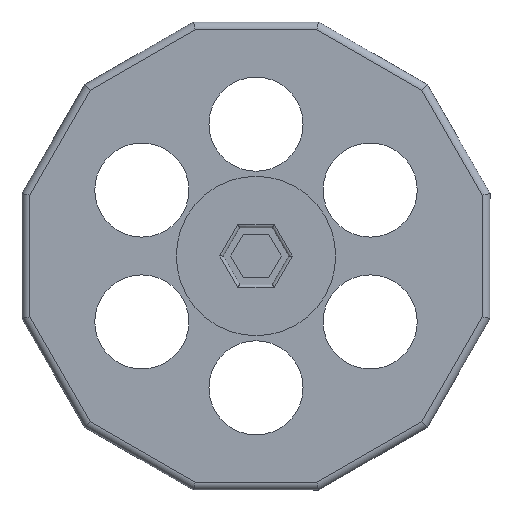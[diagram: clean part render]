
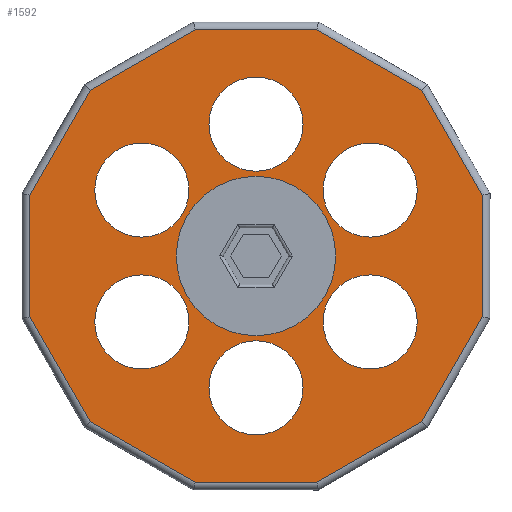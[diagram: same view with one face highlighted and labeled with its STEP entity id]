
A CAD part, front view. The second image highlights one B-rep face of the part: STEP entity #1592.
In plain terms, the highlighted planar face has unit normal (0, -1, 0).
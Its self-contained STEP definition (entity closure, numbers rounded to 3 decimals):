
#17=FACE_BOUND('',#242,.T.);
#18=FACE_BOUND('',#243,.T.);
#19=FACE_BOUND('',#244,.T.);
#20=FACE_BOUND('',#245,.T.);
#21=FACE_BOUND('',#246,.T.);
#22=FACE_BOUND('',#247,.T.);
#23=FACE_BOUND('',#248,.T.);
#33=CIRCLE('',#1688,7.5);
#35=CIRCLE('',#1691,7.5);
#37=CIRCLE('',#1694,7.5);
#39=CIRCLE('',#1697,7.5);
#41=CIRCLE('',#1700,7.5);
#43=CIRCLE('',#1703,7.5);
#45=CIRCLE('',#1708,12.7);
#67=PLANE('',#1739);
#147=FACE_OUTER_BOUND('',#241,.T.);
#241=EDGE_LOOP('',(#1256,#1257,#1258,#1259,#1260,#1261,#1262,#1263,#1264,
#1265,#1266,#1267));
#242=EDGE_LOOP('',(#1268));
#243=EDGE_LOOP('',(#1269));
#244=EDGE_LOOP('',(#1270));
#245=EDGE_LOOP('',(#1271));
#246=EDGE_LOOP('',(#1272));
#247=EDGE_LOOP('',(#1273));
#248=EDGE_LOOP('',(#1274));
#381=LINE('',#2397,#562);
#383=LINE('',#2405,#564);
#385=LINE('',#2411,#566);
#387=LINE('',#2418,#568);
#390=LINE('',#2428,#571);
#392=LINE('',#2434,#573);
#393=LINE('',#2437,#574);
#396=LINE('',#2443,#577);
#398=LINE('',#2449,#579);
#400=LINE('',#2455,#581);
#402=LINE('',#2461,#583);
#404=LINE('',#2465,#585);
#562=VECTOR('',#1946,10.);
#564=VECTOR('',#1954,10.);
#566=VECTOR('',#1960,10.);
#568=VECTOR('',#1966,10.);
#571=VECTOR('',#1975,10.);
#573=VECTOR('',#1981,10.);
#574=VECTOR('',#1986,10.);
#577=VECTOR('',#1991,10.);
#579=VECTOR('',#1997,10.);
#581=VECTOR('',#2003,10.);
#583=VECTOR('',#2009,10.);
#585=VECTOR('',#2015,10.);
#725=VERTEX_POINT('',#2353);
#727=VERTEX_POINT('',#2359);
#729=VERTEX_POINT('',#2365);
#731=VERTEX_POINT('',#2371);
#733=VERTEX_POINT('',#2377);
#735=VERTEX_POINT('',#2383);
#737=VERTEX_POINT('',#2391);
#738=VERTEX_POINT('',#2395);
#739=VERTEX_POINT('',#2396);
#742=VERTEX_POINT('',#2404);
#744=VERTEX_POINT('',#2410);
#746=VERTEX_POINT('',#2416);
#747=VERTEX_POINT('',#2417);
#751=VERTEX_POINT('',#2427);
#753=VERTEX_POINT('',#2433);
#755=VERTEX_POINT('',#2442);
#757=VERTEX_POINT('',#2448);
#759=VERTEX_POINT('',#2454);
#761=VERTEX_POINT('',#2460);
#883=EDGE_CURVE('',#725,#725,#33,.T.);
#886=EDGE_CURVE('',#727,#727,#35,.T.);
#889=EDGE_CURVE('',#729,#729,#37,.T.);
#892=EDGE_CURVE('',#731,#731,#39,.T.);
#895=EDGE_CURVE('',#733,#733,#41,.T.);
#898=EDGE_CURVE('',#735,#735,#43,.T.);
#902=EDGE_CURVE('',#737,#737,#45,.T.);
#903=EDGE_CURVE('',#738,#739,#381,.T.);
#907=EDGE_CURVE('',#739,#742,#383,.T.);
#910=EDGE_CURVE('',#742,#744,#385,.T.);
#913=EDGE_CURVE('',#746,#747,#387,.T.);
#918=EDGE_CURVE('',#747,#751,#390,.T.);
#921=EDGE_CURVE('',#751,#753,#392,.T.);
#923=EDGE_CURVE('',#744,#746,#393,.T.);
#926=EDGE_CURVE('',#753,#755,#396,.T.);
#929=EDGE_CURVE('',#755,#757,#398,.T.);
#932=EDGE_CURVE('',#757,#759,#400,.T.);
#935=EDGE_CURVE('',#759,#761,#402,.T.);
#938=EDGE_CURVE('',#761,#738,#404,.T.);
#1256=ORIENTED_EDGE('',*,*,#913,.F.);
#1257=ORIENTED_EDGE('',*,*,#923,.F.);
#1258=ORIENTED_EDGE('',*,*,#910,.F.);
#1259=ORIENTED_EDGE('',*,*,#907,.F.);
#1260=ORIENTED_EDGE('',*,*,#903,.F.);
#1261=ORIENTED_EDGE('',*,*,#938,.F.);
#1262=ORIENTED_EDGE('',*,*,#935,.F.);
#1263=ORIENTED_EDGE('',*,*,#932,.F.);
#1264=ORIENTED_EDGE('',*,*,#929,.F.);
#1265=ORIENTED_EDGE('',*,*,#926,.F.);
#1266=ORIENTED_EDGE('',*,*,#921,.F.);
#1267=ORIENTED_EDGE('',*,*,#918,.F.);
#1268=ORIENTED_EDGE('',*,*,#883,.T.);
#1269=ORIENTED_EDGE('',*,*,#886,.T.);
#1270=ORIENTED_EDGE('',*,*,#889,.T.);
#1271=ORIENTED_EDGE('',*,*,#892,.T.);
#1272=ORIENTED_EDGE('',*,*,#895,.T.);
#1273=ORIENTED_EDGE('',*,*,#898,.T.);
#1274=ORIENTED_EDGE('',*,*,#902,.T.);
#1592=ADVANCED_FACE('',(#147,#17,#18,#19,#20,#21,#22,#23),#67,.F.);
#1688=AXIS2_PLACEMENT_3D('',#2354,#1895,#1896);
#1691=AXIS2_PLACEMENT_3D('',#2360,#1902,#1903);
#1694=AXIS2_PLACEMENT_3D('',#2366,#1909,#1910);
#1697=AXIS2_PLACEMENT_3D('',#2372,#1916,#1917);
#1700=AXIS2_PLACEMENT_3D('',#2378,#1923,#1924);
#1703=AXIS2_PLACEMENT_3D('',#2384,#1930,#1931);
#1708=AXIS2_PLACEMENT_3D('',#2393,#1942,#1943);
#1739=AXIS2_PLACEMENT_3D('',#2492,#2041,#2042);
#1895=DIRECTION('center_axis',(0.,1.,0.));
#1896=DIRECTION('ref_axis',(1.,0.,0.));
#1902=DIRECTION('center_axis',(0.,1.,0.));
#1903=DIRECTION('ref_axis',(1.,0.,0.));
#1909=DIRECTION('center_axis',(0.,1.,0.));
#1910=DIRECTION('ref_axis',(1.,0.,0.));
#1916=DIRECTION('center_axis',(0.,1.,0.));
#1917=DIRECTION('ref_axis',(1.,0.,0.));
#1923=DIRECTION('center_axis',(0.,1.,0.));
#1924=DIRECTION('ref_axis',(1.,0.,0.));
#1930=DIRECTION('center_axis',(0.,1.,0.));
#1931=DIRECTION('ref_axis',(1.,0.,0.));
#1942=DIRECTION('center_axis',(0.,1.,0.));
#1943=DIRECTION('ref_axis',(1.,0.,0.));
#1946=DIRECTION('',(-0.5,0.,-0.866));
#1954=DIRECTION('',(-0.866,0.,-0.5));
#1960=DIRECTION('',(-1.,0.,0.));
#1966=DIRECTION('',(-0.5,0.,0.866));
#1975=DIRECTION('',(0.,0.,1.));
#1981=DIRECTION('',(0.5,0.,0.866));
#1986=DIRECTION('',(-0.866,0.,0.5));
#1991=DIRECTION('',(0.866,0.,0.5));
#1997=DIRECTION('',(1.,0.,0.));
#2003=DIRECTION('',(0.866,0.,-0.5));
#2009=DIRECTION('',(0.5,0.,-0.866));
#2015=DIRECTION('',(0.,0.,-1.));
#2041=DIRECTION('center_axis',(0.,1.,0.));
#2042=DIRECTION('ref_axis',(0.,0.,1.));
#2353=CARTESIAN_POINT('',(-25.687,0.,-10.5));
#2354=CARTESIAN_POINT('Origin',(-18.187,0.,-10.5));
#2359=CARTESIAN_POINT('',(-7.5,0.,21.));
#2360=CARTESIAN_POINT('Origin',(0.,0.,21.));
#2365=CARTESIAN_POINT('',(10.687,0.,-10.5));
#2366=CARTESIAN_POINT('Origin',(18.187,0.,-10.5));
#2371=CARTESIAN_POINT('',(-7.5,0.,-21.));
#2372=CARTESIAN_POINT('Origin',(0.,0.,-21.));
#2377=CARTESIAN_POINT('',(-25.687,0.,10.5));
#2378=CARTESIAN_POINT('Origin',(-18.187,0.,10.5));
#2383=CARTESIAN_POINT('',(10.687,0.,10.5));
#2384=CARTESIAN_POINT('Origin',(18.187,0.,10.5));
#2391=CARTESIAN_POINT('',(-12.7,0.,0.));
#2393=CARTESIAN_POINT('Origin',(0.,0.,0.));
#2395=CARTESIAN_POINT('',(36.075,0.,-9.666));
#2396=CARTESIAN_POINT('',(26.409,0.,-26.409));
#2397=CARTESIAN_POINT('',(33.739,0.,-13.713));
#2404=CARTESIAN_POINT('',(9.666,0.,-36.075));
#2405=CARTESIAN_POINT('',(22.362,0.,-28.745));
#2410=CARTESIAN_POINT('',(-9.666,0.,-36.075));
#2411=CARTESIAN_POINT('',(4.994,0.,-36.075));
#2416=CARTESIAN_POINT('',(-26.409,0.,-26.409));
#2417=CARTESIAN_POINT('',(-36.075,0.,-9.666));
#2418=CARTESIAN_POINT('',(-28.745,0.,-22.362));
#2427=CARTESIAN_POINT('',(-36.075,0.,9.666));
#2428=CARTESIAN_POINT('',(-36.075,0.,-4.994));
#2433=CARTESIAN_POINT('',(-26.409,0.,26.409));
#2434=CARTESIAN_POINT('',(-33.739,0.,13.713));
#2437=CARTESIAN_POINT('',(-13.713,0.,-33.739));
#2442=CARTESIAN_POINT('',(-9.666,0.,36.075));
#2443=CARTESIAN_POINT('',(-22.362,0.,28.745));
#2448=CARTESIAN_POINT('',(9.666,0.,36.075));
#2449=CARTESIAN_POINT('',(-4.994,0.,36.075));
#2454=CARTESIAN_POINT('',(26.409,0.,26.409));
#2455=CARTESIAN_POINT('',(13.713,0.,33.739));
#2460=CARTESIAN_POINT('',(36.075,0.,9.666));
#2461=CARTESIAN_POINT('',(28.745,0.,22.362));
#2465=CARTESIAN_POINT('',(36.075,0.,4.994));
#2492=CARTESIAN_POINT('Origin',(0.,0.,0.));
